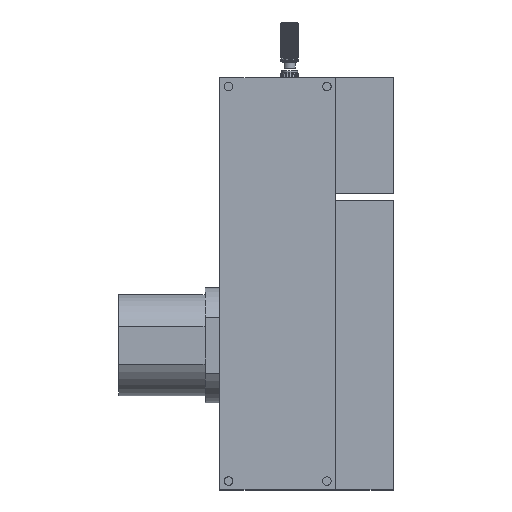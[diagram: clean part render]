
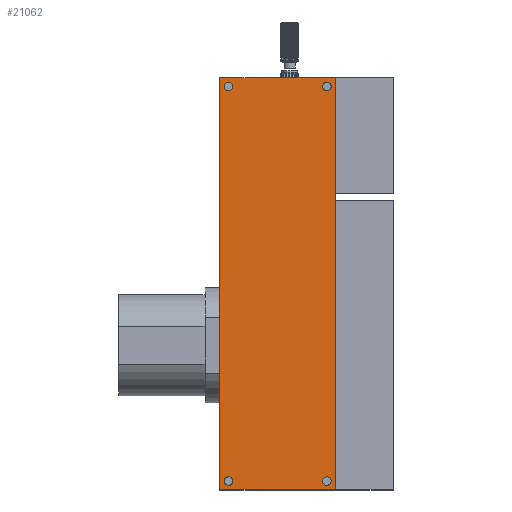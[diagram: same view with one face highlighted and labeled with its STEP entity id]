
A CAD part, top view. The second image highlights one B-rep face of the part: STEP entity #21062.
In plain terms, the highlighted planar face has unit normal (0, 0, 1).
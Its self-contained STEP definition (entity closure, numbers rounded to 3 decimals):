
#644=FACE_BOUND('',#3732,.T.);
#645=FACE_BOUND('',#3733,.T.);
#646=FACE_BOUND('',#3734,.T.);
#647=FACE_BOUND('',#3735,.T.);
#1379=PLANE('',#22970);
#2478=FACE_OUTER_BOUND('',#3731,.T.);
#3731=EDGE_LOOP('',(#18721,#18722,#18723,#18724));
#3732=EDGE_LOOP('',(#18725));
#3733=EDGE_LOOP('',(#18726));
#3734=EDGE_LOOP('',(#18727));
#3735=EDGE_LOOP('',(#18728));
#5631=LINE('',#35240,#7714);
#5635=LINE('',#35252,#7718);
#5637=LINE('',#35256,#7720);
#5639=LINE('',#35259,#7722);
#7714=VECTOR('',#28075,10.);
#7718=VECTOR('',#28089,10.);
#7720=VECTOR('',#28093,10.);
#7722=VECTOR('',#28097,10.);
#8585=CIRCLE('',#22959,1.5);
#8586=CIRCLE('',#22961,1.5);
#8587=CIRCLE('',#22964,1.5);
#8588=CIRCLE('',#22966,1.5);
#10322=VERTEX_POINT('',#35229);
#10323=VERTEX_POINT('',#35233);
#10324=VERTEX_POINT('',#35237);
#10325=VERTEX_POINT('',#35239);
#10326=VERTEX_POINT('',#35243);
#10327=VERTEX_POINT('',#35247);
#10328=VERTEX_POINT('',#35251);
#10329=VERTEX_POINT('',#35255);
#13151=EDGE_CURVE('',#10322,#10322,#8585,.T.);
#13153=EDGE_CURVE('',#10323,#10323,#8586,.T.);
#13155=EDGE_CURVE('',#10325,#10324,#5631,.T.);
#13158=EDGE_CURVE('',#10326,#10326,#8587,.T.);
#13160=EDGE_CURVE('',#10327,#10327,#8588,.T.);
#13161=EDGE_CURVE('',#10328,#10325,#5635,.T.);
#13163=EDGE_CURVE('',#10329,#10328,#5637,.T.);
#13165=EDGE_CURVE('',#10324,#10329,#5639,.T.);
#18721=ORIENTED_EDGE('',*,*,#13165,.T.);
#18722=ORIENTED_EDGE('',*,*,#13163,.T.);
#18723=ORIENTED_EDGE('',*,*,#13161,.T.);
#18724=ORIENTED_EDGE('',*,*,#13155,.T.);
#18725=ORIENTED_EDGE('',*,*,#13153,.T.);
#18726=ORIENTED_EDGE('',*,*,#13151,.T.);
#18727=ORIENTED_EDGE('',*,*,#13158,.T.);
#18728=ORIENTED_EDGE('',*,*,#13160,.T.);
#21062=ADVANCED_FACE('',(#2478,#644,#645,#646,#647),#1379,.T.);
#22959=AXIS2_PLACEMENT_3D('',#35231,#28065,#28066);
#22961=AXIS2_PLACEMENT_3D('',#35235,#28070,#28071);
#22964=AXIS2_PLACEMENT_3D('',#35245,#28080,#28081);
#22966=AXIS2_PLACEMENT_3D('',#35249,#28085,#28086);
#22970=AXIS2_PLACEMENT_3D('',#35261,#28099,#28100);
#28065=DIRECTION('center_axis',(0.,0.,-1.));
#28066=DIRECTION('ref_axis',(-1.,0.,0.));
#28070=DIRECTION('center_axis',(0.,0.,-1.));
#28071=DIRECTION('ref_axis',(-1.,0.,0.));
#28075=DIRECTION('',(1.,0.,0.));
#28080=DIRECTION('center_axis',(0.,0.,-1.));
#28081=DIRECTION('ref_axis',(-1.,0.,0.));
#28085=DIRECTION('center_axis',(0.,0.,-1.));
#28086=DIRECTION('ref_axis',(-1.,0.,0.));
#28089=DIRECTION('',(0.,-1.,0.));
#28093=DIRECTION('',(-1.,0.,0.));
#28097=DIRECTION('',(0.,1.,0.));
#28099=DIRECTION('center_axis',(0.,0.,1.));
#28100=DIRECTION('ref_axis',(1.,0.,0.));
#35229=CARTESIAN_POINT('',(1.318,-35.238,34.5));
#35231=CARTESIAN_POINT('Origin',(-0.182,-35.238,34.5));
#35233=CARTESIAN_POINT('',(35.318,-35.238,34.5));
#35235=CARTESIAN_POINT('Origin',(33.818,-35.238,34.5));
#35237=CARTESIAN_POINT('',(36.818,-38.238,34.5));
#35239=CARTESIAN_POINT('',(-3.182,-38.238,34.5));
#35240=CARTESIAN_POINT('',(-3.182,-38.238,34.5));
#35243=CARTESIAN_POINT('',(35.318,101.262,34.5));
#35245=CARTESIAN_POINT('Origin',(33.818,101.262,34.5));
#35247=CARTESIAN_POINT('',(1.318,101.262,34.5));
#35249=CARTESIAN_POINT('Origin',(-0.182,101.262,34.5));
#35251=CARTESIAN_POINT('',(-3.182,104.262,34.5));
#35252=CARTESIAN_POINT('',(-3.182,61.762,34.5));
#35255=CARTESIAN_POINT('',(36.818,104.262,34.5));
#35256=CARTESIAN_POINT('',(-3.182,104.262,34.5));
#35259=CARTESIAN_POINT('',(36.818,-38.238,34.5));
#35261=CARTESIAN_POINT('Origin',(16.818,83.012,34.5));
